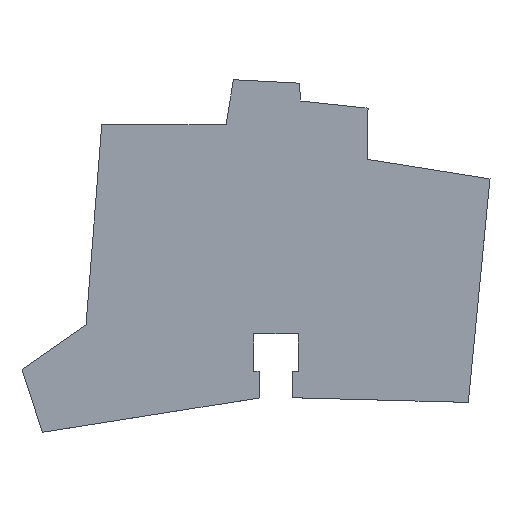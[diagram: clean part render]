
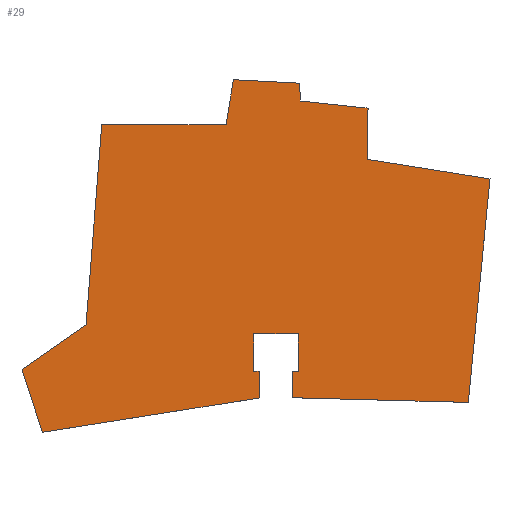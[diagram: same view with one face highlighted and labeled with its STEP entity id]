
A CAD part, top view. The second image highlights one B-rep face of the part: STEP entity #29.
In plain terms, the highlighted planar face has unit normal (0, 0, 1).
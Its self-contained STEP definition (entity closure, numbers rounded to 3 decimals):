
#29=ADVANCED_FACE('',(#51),#380,.T.);
#51=FACE_OUTER_BOUND('',#73,.T.);
#73=EDGE_LOOP('',(#156,#157,#158,#159,#160,#161,#162,#163,#164,#165,#166,
#167,#168,#169,#170,#171,#172,#173,#174,#175));
#156=ORIENTED_EDGE('',*,*,#249,.T.);
#157=ORIENTED_EDGE('',*,*,#250,.T.);
#158=ORIENTED_EDGE('',*,*,#251,.T.);
#159=ORIENTED_EDGE('',*,*,#255,.T.);
#160=ORIENTED_EDGE('',*,*,#241,.T.);
#161=ORIENTED_EDGE('',*,*,#235,.T.);
#162=ORIENTED_EDGE('',*,*,#202,.T.);
#163=ORIENTED_EDGE('',*,*,#206,.T.);
#164=ORIENTED_EDGE('',*,*,#209,.T.);
#165=ORIENTED_EDGE('',*,*,#212,.T.);
#166=ORIENTED_EDGE('',*,*,#215,.T.);
#167=ORIENTED_EDGE('',*,*,#218,.T.);
#168=ORIENTED_EDGE('',*,*,#221,.T.);
#169=ORIENTED_EDGE('',*,*,#224,.T.);
#170=ORIENTED_EDGE('',*,*,#227,.T.);
#171=ORIENTED_EDGE('',*,*,#230,.T.);
#172=ORIENTED_EDGE('',*,*,#232,.T.);
#173=ORIENTED_EDGE('',*,*,#239,.T.);
#174=ORIENTED_EDGE('',*,*,#252,.T.);
#175=ORIENTED_EDGE('',*,*,#248,.T.);
#202=EDGE_CURVE('',#323,#322,#262,.T.);
#206=EDGE_CURVE('',#322,#325,#266,.T.);
#209=EDGE_CURVE('',#325,#327,#269,.T.);
#212=EDGE_CURVE('',#327,#329,#272,.T.);
#215=EDGE_CURVE('',#329,#331,#275,.T.);
#218=EDGE_CURVE('',#331,#333,#278,.T.);
#221=EDGE_CURVE('',#333,#335,#281,.T.);
#224=EDGE_CURVE('',#335,#337,#284,.T.);
#227=EDGE_CURVE('',#337,#339,#287,.T.);
#230=EDGE_CURVE('',#339,#341,#290,.T.);
#232=EDGE_CURVE('',#341,#345,#292,.T.);
#235=EDGE_CURVE('',#343,#323,#295,.T.);
#239=EDGE_CURVE('',#345,#359,#299,.T.);
#241=EDGE_CURVE('',#346,#343,#301,.T.);
#248=EDGE_CURVE('',#355,#356,#308,.T.);
#249=EDGE_CURVE('',#356,#357,#309,.T.);
#250=EDGE_CURVE('',#357,#358,#310,.T.);
#251=EDGE_CURVE('',#358,#354,#311,.T.);
#252=EDGE_CURVE('',#359,#355,#312,.T.);
#255=EDGE_CURVE('',#354,#346,#315,.T.);
#262=B_SPLINE_CURVE_WITH_KNOTS('',1,(#586,#587),.UNSPECIFIED.,.F.,.F.,(2,
2),(0.,37.5),.UNSPECIFIED.);
#266=B_SPLINE_CURVE_WITH_KNOTS('',1,(#594,#595),.UNSPECIFIED.,.F.,.F.,(2,
2),(37.5,52.944),.UNSPECIFIED.);
#269=B_SPLINE_CURVE_WITH_KNOTS('',1,(#600,#601),.UNSPECIFIED.,.F.,.F.,(2,
2),(52.944,73.459),.UNSPECIFIED.);
#272=B_SPLINE_CURVE_WITH_KNOTS('',1,(#606,#607),.UNSPECIFIED.,.F.,.F.,(2,
2),(73.459,78.853),.UNSPECIFIED.);
#275=B_SPLINE_CURVE_WITH_KNOTS('',1,(#612,#613),.UNSPECIFIED.,.F.,.F.,(2,
2),(78.853,98.853),.UNSPECIFIED.);
#278=B_SPLINE_CURVE_WITH_KNOTS('',1,(#618,#619),.UNSPECIFIED.,.F.,.F.,(2,
2),(98.853,112.56),.UNSPECIFIED.);
#281=B_SPLINE_CURVE_WITH_KNOTS('',1,(#624,#625),.UNSPECIFIED.,.F.,.F.,(2,
2),(112.56,150.06),.UNSPECIFIED.);
#284=B_SPLINE_CURVE_WITH_KNOTS('',1,(#630,#631),.UNSPECIFIED.,.F.,.F.,(2,
2),(150.06,210.562),.UNSPECIFIED.);
#287=B_SPLINE_CURVE_WITH_KNOTS('',1,(#636,#637),.UNSPECIFIED.,.F.,.F.,(2,
2),(210.562,234.131),.UNSPECIFIED.);
#290=B_SPLINE_CURVE_WITH_KNOTS('',1,(#642,#643),.UNSPECIFIED.,.F.,.F.,(2,
2),(234.131,254.131),.UNSPECIFIED.);
#292=B_SPLINE_CURVE_WITH_KNOTS('',1,(#646,#647),.UNSPECIFIED.,.F.,.F.,(2,
2),(254.131,320.314),.UNSPECIFIED.);
#295=B_SPLINE_CURVE_WITH_KNOTS('',1,(#652,#653),.UNSPECIFIED.,.F.,.F.,(2,
2),(383.415,451.172),.UNSPECIFIED.);
#299=B_SPLINE_CURVE_WITH_KNOTS('',1,(#660,#661),.UNSPECIFIED.,.F.,.F.,(2,
2),(-8.472,-0.396),.UNSPECIFIED.);
#301=B_SPLINE_CURVE_WITH_KNOTS('',1,(#664,#665),.UNSPECIFIED.,.F.,.F.,(2,
2),(330.306,383.415),.UNSPECIFIED.);
#308=B_SPLINE_CURVE_WITH_KNOTS('',1,(#678,#679),.UNSPECIFIED.,.F.,.F.,(2,
2),(0.,11.239),.UNSPECIFIED.);
#309=B_SPLINE_CURVE_WITH_KNOTS('',1,(#680,#681),.UNSPECIFIED.,.F.,.F.,(2,
2),(11.239,24.714),.UNSPECIFIED.);
#310=B_SPLINE_CURVE_WITH_KNOTS('',1,(#682,#683),.UNSPECIFIED.,.F.,.F.,(2,
2),(24.714,35.953),.UNSPECIFIED.);
#311=B_SPLINE_CURVE_WITH_KNOTS('',1,(#684,#685),.UNSPECIFIED.,.F.,.F.,(2,
2),(35.953,37.78),.UNSPECIFIED.);
#312=B_SPLINE_CURVE_WITH_KNOTS('',1,(#686,#687),.UNSPECIFIED.,.F.,.F.,(2,
2),(47.765,49.428),.UNSPECIFIED.);
#315=B_SPLINE_CURVE_WITH_KNOTS('',1,(#692,#693),.UNSPECIFIED.,.F.,.F.,(2,
2),(0.396,8.397),.UNSPECIFIED.);
#322=VERTEX_POINT('',#544);
#323=VERTEX_POINT('',#545);
#325=VERTEX_POINT('',#547);
#327=VERTEX_POINT('',#549);
#329=VERTEX_POINT('',#551);
#331=VERTEX_POINT('',#553);
#333=VERTEX_POINT('',#555);
#335=VERTEX_POINT('',#557);
#337=VERTEX_POINT('',#559);
#339=VERTEX_POINT('',#561);
#341=VERTEX_POINT('',#563);
#343=VERTEX_POINT('',#565);
#345=VERTEX_POINT('',#567);
#346=VERTEX_POINT('',#568);
#354=VERTEX_POINT('',#576);
#355=VERTEX_POINT('',#577);
#356=VERTEX_POINT('',#578);
#357=VERTEX_POINT('',#579);
#358=VERTEX_POINT('',#580);
#359=VERTEX_POINT('',#581);
#380=PLANE('',#490);
#490=AXIS2_PLACEMENT_3D('',#540,#515,$);
#515=DIRECTION('',(0.,0.,1.));
#540=CARTESIAN_POINT('',(110.35,-82.45,0.));
#544=CARTESIAN_POINT('',(70.071,36.493,0.));
#545=CARTESIAN_POINT('',(107.109,30.621,0.));
#547=CARTESIAN_POINT('',(70.314,51.935,0.));
#549=CARTESIAN_POINT('',(49.912,54.092,0.));
#551=CARTESIAN_POINT('',(49.681,59.481,0.));
#553=CARTESIAN_POINT('',(29.709,60.528,0.));
#555=CARTESIAN_POINT('',(27.5,47.,0.));
#557=CARTESIAN_POINT('',(-10.,47.,0.));
#559=CARTESIAN_POINT('',(-14.746,-13.316,0.));
#561=CARTESIAN_POINT('',(-34.066,-26.814,0.));
#563=CARTESIAN_POINT('',(-27.886,-45.835,0.));
#565=CARTESIAN_POINT('',(100.557,-36.818,0.));
#567=CARTESIAN_POINT('',(37.483,-35.482,0.));
#568=CARTESIAN_POINT('',(47.468,-35.407,0.));
#576=CARTESIAN_POINT('',(47.468,-27.406,0.));
#577=CARTESIAN_POINT('',(35.82,-27.406,0.));
#578=CARTESIAN_POINT('',(35.82,-16.167,0.));
#579=CARTESIAN_POINT('',(49.295,-16.167,0.));
#580=CARTESIAN_POINT('',(49.295,-27.406,0.));
#581=CARTESIAN_POINT('',(37.483,-27.406,0.));
#586=CARTESIAN_POINT('',(107.109,30.621,0.));
#587=CARTESIAN_POINT('',(70.071,36.493,0.));
#594=CARTESIAN_POINT('',(70.071,36.493,0.));
#595=CARTESIAN_POINT('',(70.314,51.935,0.));
#600=CARTESIAN_POINT('',(70.314,51.935,0.));
#601=CARTESIAN_POINT('',(49.912,54.092,0.));
#606=CARTESIAN_POINT('',(49.912,54.092,0.));
#607=CARTESIAN_POINT('',(49.681,59.481,0.));
#612=CARTESIAN_POINT('',(49.681,59.481,0.));
#613=CARTESIAN_POINT('',(29.709,60.528,0.));
#618=CARTESIAN_POINT('',(29.709,60.528,0.));
#619=CARTESIAN_POINT('',(27.5,47.,0.));
#624=CARTESIAN_POINT('',(27.5,47.,0.));
#625=CARTESIAN_POINT('',(-10.,47.,0.));
#630=CARTESIAN_POINT('',(-10.,47.,0.));
#631=CARTESIAN_POINT('',(-14.746,-13.316,0.));
#636=CARTESIAN_POINT('',(-14.746,-13.316,0.));
#637=CARTESIAN_POINT('',(-34.066,-26.814,0.));
#642=CARTESIAN_POINT('',(-34.066,-26.814,0.));
#643=CARTESIAN_POINT('',(-27.886,-45.835,0.));
#646=CARTESIAN_POINT('',(-27.886,-45.835,0.));
#647=CARTESIAN_POINT('',(37.483,-35.482,0.));
#652=CARTESIAN_POINT('',(100.557,-36.818,0.));
#653=CARTESIAN_POINT('',(107.109,30.621,0.));
#660=CARTESIAN_POINT('',(37.483,-35.482,0.));
#661=CARTESIAN_POINT('',(37.483,-27.406,0.));
#664=CARTESIAN_POINT('',(47.468,-35.407,0.));
#665=CARTESIAN_POINT('',(100.557,-36.818,0.));
#678=CARTESIAN_POINT('',(35.82,-27.406,0.));
#679=CARTESIAN_POINT('',(35.82,-16.167,0.));
#680=CARTESIAN_POINT('',(35.82,-16.167,0.));
#681=CARTESIAN_POINT('',(49.295,-16.167,0.));
#682=CARTESIAN_POINT('',(49.295,-16.167,0.));
#683=CARTESIAN_POINT('',(49.295,-27.406,0.));
#684=CARTESIAN_POINT('',(49.295,-27.406,0.));
#685=CARTESIAN_POINT('',(47.468,-27.406,0.));
#686=CARTESIAN_POINT('',(37.483,-27.406,0.));
#687=CARTESIAN_POINT('',(35.82,-27.406,0.));
#692=CARTESIAN_POINT('',(47.468,-27.406,0.));
#693=CARTESIAN_POINT('',(47.468,-35.407,0.));
